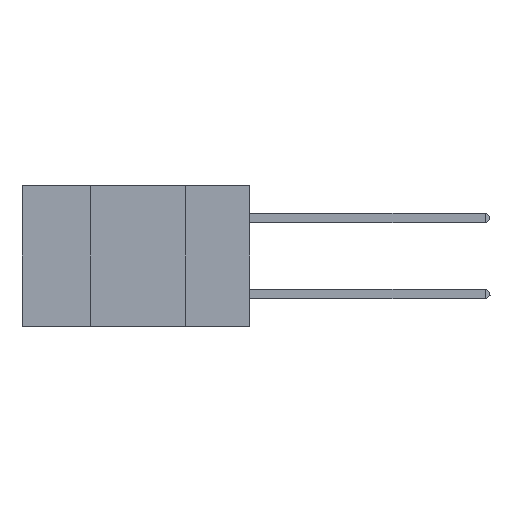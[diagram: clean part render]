
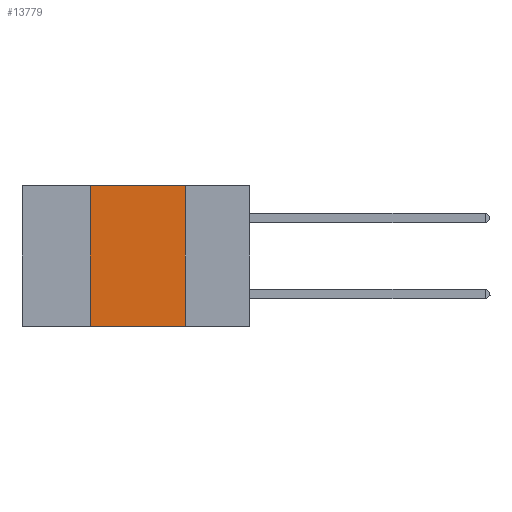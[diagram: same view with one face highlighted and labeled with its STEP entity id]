
A CAD part, left-side view. The second image highlights one B-rep face of the part: STEP entity #13779.
In plain terms, the highlighted planar face has unit normal (-1, 0, 0).
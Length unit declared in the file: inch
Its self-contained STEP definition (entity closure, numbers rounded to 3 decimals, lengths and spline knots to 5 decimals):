
#104 = LINE ( 'NONE', #26501, #22435 ) ;
#1863 = VECTOR ( 'NONE', #16613, 39.37008 ) ;
#2292 = EDGE_CURVE ( 'NONE', #21829, #30606, #11427, .T. ) ;
#4021 = AXIS2_PLACEMENT_3D ( 'NONE', #32968, #26823, #15950 ) ;
#5700 = VERTEX_POINT ( 'NONE', #21846 ) ;
#8066 = CARTESIAN_POINT ( 'NONE',  ( 0., 0.17, 0. ) ) ;
#8084 = EDGE_CURVE ( 'NONE', #21829, #14676, #104, .T. ) ;
#11427 = LINE ( 'NONE', #36723, #25277 ) ;
#11652 = FACE_OUTER_BOUND ( 'NONE', #22492, .T. ) ;
#13779 = ADVANCED_FACE ( 'NONE', ( #11652 ), #30239, .F. ) ;
#14676 = VERTEX_POINT ( 'NONE', #23225 ) ;
#15950 = DIRECTION ( 'NONE',  ( 0., 0., -1. ) ) ;
#16613 = DIRECTION ( 'NONE',  ( 0., 0., -1. ) ) ;
#18136 = DIRECTION ( 'NONE',  ( 0., 0., 1. ) ) ;
#21829 = VERTEX_POINT ( 'NONE', #29836 ) ;
#21846 = CARTESIAN_POINT ( 'NONE',  ( 0., 0.17, 0. ) ) ;
#22435 = VECTOR ( 'NONE', #18136, 39.37008 ) ;
#22492 = EDGE_LOOP ( 'NONE', ( #32631, #30114, #34586, #22776 ) ) ;
#22776 = ORIENTED_EDGE ( 'NONE', *, *, #2292, .T. ) ;
#23035 = EDGE_CURVE ( 'NONE', #5700, #30606, #26364, .T. ) ;
#23225 = CARTESIAN_POINT ( 'NONE',  ( 0., 0.42, 0. ) ) ;
#25277 = VECTOR ( 'NONE', #25352, 39.37008 ) ;
#25352 = DIRECTION ( 'NONE',  ( 0., -1., 0. ) ) ;
#26364 = LINE ( 'NONE', #8066, #1863 ) ;
#26501 = CARTESIAN_POINT ( 'NONE',  ( 0., 0.42, 0. ) ) ;
#26823 = DIRECTION ( 'NONE',  ( 1., 0., 0. ) ) ;
#26981 = LINE ( 'NONE', #31759, #27460 ) ;
#27460 = VECTOR ( 'NONE', #34591, 39.37008 ) ;
#27952 = EDGE_CURVE ( 'NONE', #14676, #5700, #26981, .T. ) ;
#29836 = CARTESIAN_POINT ( 'NONE',  ( 0., 0.42, -0.37 ) ) ;
#30114 = ORIENTED_EDGE ( 'NONE', *, *, #27952, .F. ) ;
#30239 = PLANE ( 'NONE',  #4021 ) ;
#30606 = VERTEX_POINT ( 'NONE', #33444 ) ;
#31759 = CARTESIAN_POINT ( 'NONE',  ( 0., 0.6, 0. ) ) ;
#32631 = ORIENTED_EDGE ( 'NONE', *, *, #23035, .F. ) ;
#32968 = CARTESIAN_POINT ( 'NONE',  ( 0., 0.6, 0. ) ) ;
#33444 = CARTESIAN_POINT ( 'NONE',  ( 0., 0.17, -0.37 ) ) ;
#34586 = ORIENTED_EDGE ( 'NONE', *, *, #8084, .F. ) ;
#34591 = DIRECTION ( 'NONE',  ( 0., -1., 0. ) ) ;
#36723 = CARTESIAN_POINT ( 'NONE',  ( 0., 0.6, -0.37 ) ) ;
